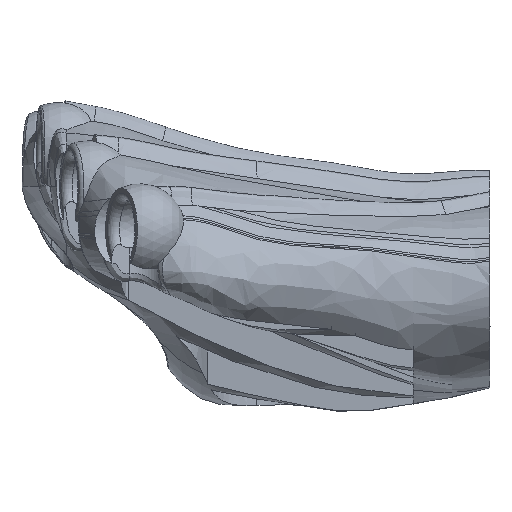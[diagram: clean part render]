
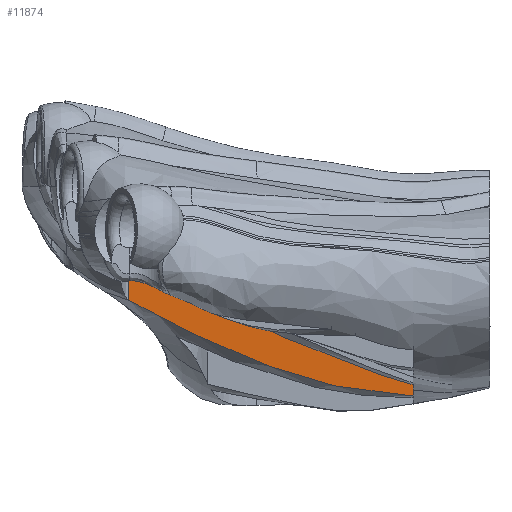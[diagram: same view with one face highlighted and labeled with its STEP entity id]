
A CAD part, front view. The second image highlights one B-rep face of the part: STEP entity #11874.
In plain terms, the highlighted planar face has unit normal (0, -0.999, -0.035).
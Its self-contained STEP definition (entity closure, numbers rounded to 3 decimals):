
#2297=CARTESIAN_POINT('',(-455.55,17.125,127.396));
#2298=CARTESIAN_POINT('',(-456.982,17.122,127.473));
#2299=CARTESIAN_POINT('',(-459.707,17.114,127.697));
#2300=CARTESIAN_POINT('',(-463.354,17.096,128.224));
#2301=CARTESIAN_POINT('',(-466.624,17.072,128.911));
#2302=CARTESIAN_POINT('',(-469.547,17.044,129.694));
#2303=CARTESIAN_POINT('',(-472.166,17.016,130.523));
#2304=CARTESIAN_POINT('',(-474.52,16.986,131.361));
#2305=CARTESIAN_POINT('',(-476.649,16.958,132.183));
#2306=CARTESIAN_POINT('',(-478.583,16.93,132.977));
#2307=CARTESIAN_POINT('',(-480.349,16.903,133.742));
#2308=CARTESIAN_POINT('',(-481.964,16.878,134.475));
#2309=CARTESIAN_POINT('',(-483.43,16.853,135.173));
#2310=CARTESIAN_POINT('',(-484.754,16.83,135.83));
#2311=CARTESIAN_POINT('',(-485.939,16.809,136.438));
#2312=CARTESIAN_POINT('',(-487.011,16.789,136.998));
#2313=CARTESIAN_POINT('',(-487.998,16.771,137.517));
#2314=CARTESIAN_POINT('',(-488.927,16.754,138.007));
#2315=CARTESIAN_POINT('',(-489.822,16.738,138.477));
#2316=CARTESIAN_POINT('',(-490.714,16.722,138.94));
#2317=CARTESIAN_POINT('',(-491.61,16.706,139.4));
#2318=CARTESIAN_POINT('',(-492.207,16.695,139.707));
#2319=CARTESIAN_POINT('',(-492.505,16.689,139.861));
#2401=CARTESIAN_POINT('',(-493.062,16.021,159.001));
#2402=CARTESIAN_POINT('',(-492.237,16.027,158.837));
#2403=CARTESIAN_POINT('',(-490.62,16.039,158.487));
#2404=CARTESIAN_POINT('',(-488.289,16.059,157.923));
#2405=CARTESIAN_POINT('',(-486.05,16.08,157.303));
#2406=CARTESIAN_POINT('',(-483.93,16.106,156.566));
#2407=CARTESIAN_POINT('',(-481.771,16.134,155.753));
#2408=CARTESIAN_POINT('',(-479.318,16.165,154.868));
#2409=CARTESIAN_POINT('',(-476.647,16.193,154.073));
#2410=CARTESIAN_POINT('',(-473.795,16.21,153.584));
#2411=CARTESIAN_POINT('',(-470.688,16.218,153.359));
#2412=CARTESIAN_POINT('',(-467.449,16.222,153.235));
#2413=CARTESIAN_POINT('',(-464.222,16.236,152.842));
#2414=CARTESIAN_POINT('',(-461.104,16.26,152.167));
#2415=CARTESIAN_POINT('',(-458.147,16.28,151.582));
#2416=CARTESIAN_POINT('',(-456.387,16.288,151.353));
#2417=CARTESIAN_POINT('',(-455.55,16.29,151.286));
#2419=DIRECTION('',(0.,0.035,-0.999));
#2420=VECTOR('',#2419,23.904);
#2421=CARTESIAN_POINT('',(-455.55,16.29,151.286));
#2422=LINE('',#2421,#2420);
#2423=CARTESIAN_POINT('',(-492.505,16.689,139.861));
#2424=CARTESIAN_POINT('',(-492.561,16.645,141.145));
#2425=CARTESIAN_POINT('',(-492.663,16.555,143.708));
#2426=CARTESIAN_POINT('',(-492.79,16.421,147.541));
#2427=CARTESIAN_POINT('',(-492.896,16.288,151.363));
#2428=CARTESIAN_POINT('',(-492.986,16.155,155.18));
#2429=CARTESIAN_POINT('',(-493.038,16.066,157.727));
#2430=CARTESIAN_POINT('',(-493.062,16.021,159.001));
#5979=VERTEX_POINT('',#2297);
#5980=VERTEX_POINT('',#2319);
#6029=VERTEX_POINT('',#2401);
#6030=VERTEX_POINT('',#2417);
#11862=CARTESIAN_POINT('',(-445.55,15.79,
165.614));
#11863=DIRECTION('',(0.,0.999,0.035));
#11864=DIRECTION('',(0.,0.035,-0.999));
#11865=AXIS2_PLACEMENT_3D('',#11862,#11863,#11864);
#11866=PLANE('',#11865);
#11868=ORIENTED_EDGE('',*,*,#11867,.T.);
#11869=ORIENTED_EDGE('',*,*,#11255,.T.);
#11870=ORIENTED_EDGE('',*,*,#11840,.T.);
#11871=ORIENTED_EDGE('',*,*,#10654,.T.);
#11872=EDGE_LOOP('',(#11868,#11869,#11870,#11871));
#11873=FACE_OUTER_BOUND('',#11872,.F.);
#2320=B_SPLINE_CURVE_WITH_KNOTS('',3,(#2297,#2298,#2299,#2300,#2301,#2302,#2303,
#2304,#2305,#2306,#2307,#2308,#2309,#2310,#2311,#2312,#2313,#2314,#2315,#2316,
#2317,#2318,#2319),.UNSPECIFIED.,.F.,.F.,(4,1,1,1,1,1,1,1,1,1,1,1,1,1,1,1,1,1,1,
1,4),(0.,0.05,0.1,0.15,0.2,0.25,0.3,0.35,0.4,0.45,0.5,
0.55,0.6,0.65,0.7,0.75,0.8,0.85,0.9,0.95,1.),.UNSPECIFIED.);
#2418=B_SPLINE_CURVE_WITH_KNOTS('',3,(#2401,#2402,#2403,#2404,#2405,#2406,#2407,
#2408,#2409,#2410,#2411,#2412,#2413,#2414,#2415,#2416,#2417),.UNSPECIFIED.,.F.,
.F.,(4,1,1,1,1,1,1,1,1,1,1,1,1,1,4),(0.,0.071,0.143,
0.214,0.286,0.357,0.429,0.5,
0.571,0.643,0.714,0.786,
0.857,0.929,1.),.UNSPECIFIED.);
#2431=B_SPLINE_CURVE_WITH_KNOTS('',3,(#2423,#2424,#2425,#2426,#2427,#2428,#2429,
#2430),.UNSPECIFIED.,.F.,.F.,(4,1,1,1,1,4),(0.,0.2,0.4,0.6,0.8,1.),
.UNSPECIFIED.);
#10654=EDGE_CURVE('',#5980,#6029,#2431,.T.);
#11255=EDGE_CURVE('',#6030,#5979,#2422,.T.);
#11840=EDGE_CURVE('',#5979,#5980,#2320,.T.);
#11867=EDGE_CURVE('',#6029,#6030,#2418,.T.);
#11874=ADVANCED_FACE('',(#11873),#11866,.F.);
